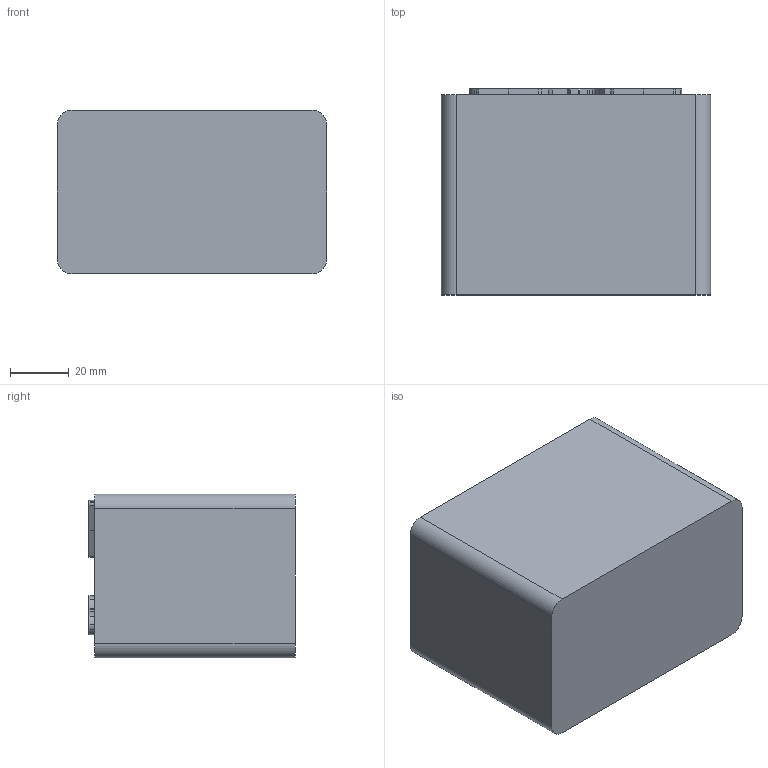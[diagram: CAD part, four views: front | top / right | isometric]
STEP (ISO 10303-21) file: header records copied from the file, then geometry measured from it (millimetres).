
FILE_DESCRIPTION(/* description */ (''),/* implementation_level */ '2;1');
FILE_NAME(/* name */ 'sHARPS v2.stp',/* time_stamp */ '2025-09-12T00:15:39+02:00',/* author */ (''),/* organization */ (''),/* preprocessor_version */ 'ST-DEVELOPER v20.1',/* originating_system */ 'Autodesk Translation Framework v14.10.0.0',/* authorisation */ '');
FILE_SCHEMA (('AUTOMOTIVE_DESIGN { 1 0 10303 214 3 1 1 }'));
Length unit declared in the file: millimetre
Products named in the file (1): sHARPS
Bounding box: 92 x 70.5 x 56 mm (x, y, z)
Volume: 101451 mm3; surface area: 55648.6 mm2
Topology: 1 solids, 1 shells, 427 faces, 1169 edges, 774 vertices
Faces by surface type: bspline 237, plane 182, cylinder 8
Entity records: 13890 total; most frequent: CARTESIAN_POINT 5112, ORIENTED_EDGE 2338, EDGE_CURVE 1169, DIRECTION 1093, VERTEX_POINT 774, LINE 679, VECTOR 679, EDGE_LOOP 457
